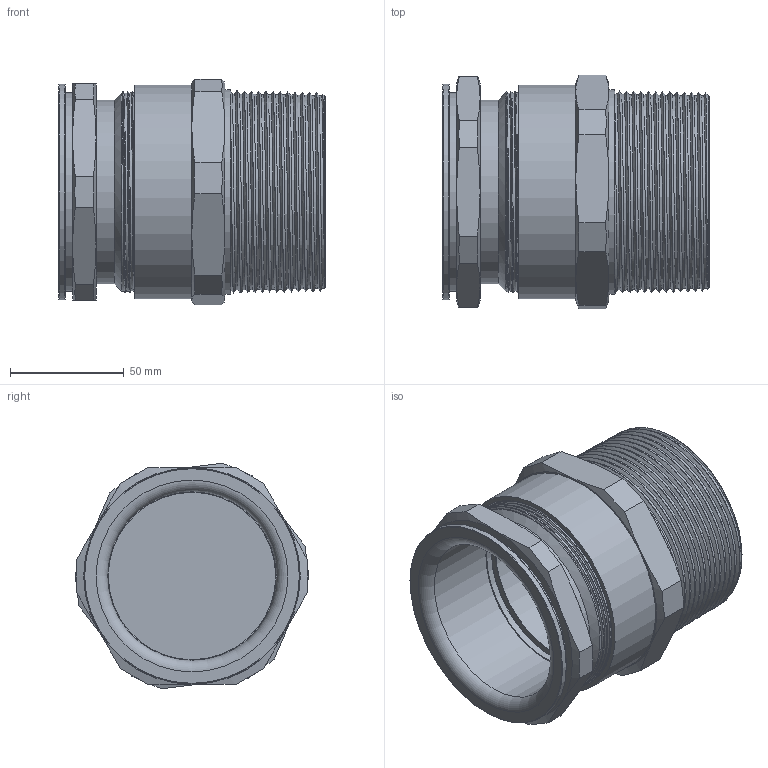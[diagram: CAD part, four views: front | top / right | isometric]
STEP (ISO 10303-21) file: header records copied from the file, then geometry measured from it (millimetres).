
FILE_DESCRIPTION(/* description */ ('ADE-1F2 NPT 3"'),/* implementation_level */ '2;1');
FILE_NAME(/* name */ '00809594V1-RST.stp',/* time_stamp */ '2021-08-31T14:33:07+02:00',/* author */ ('sl'),/* organization */ (''),/* preprocessor_version */ 'ST-DEVELOPER v16.5',/* originating_system */ 'Autodesk Inventor 2017',/* authorisation */ '');
FILE_SCHEMA (('AUTOMOTIVE_DESIGN { 1 0 10303 214 3 1 1 }'));
Length unit declared in the file: millimetre
Products named in the file (5): 00809594V1; 00809594V1_1; ADE-1F2-05-BT-0002-00809594V1-neu; 00809594V1_2; 00809594V1_3
Assembly tree (4 placements, depth 2):
  00809594V1
    00809594V1_1
    ADE-1F2-05-BT-0002-00809594V1-neu
    00809594V1_2
    00809594V1_3
Bounding box: 116.76 x 102.57 x 98.98 mm (x, y, z)
Volume: 242335 mm3; surface area: 133972.6 mm2
Topology: 4 solids, 4 shells, 130 faces, 282 edges, 176 vertices
Faces by surface type: plane 48, cone 35, cylinder 31, bspline 8, torus 8
Full cylindrical faces by diameter (mm): 73.41 x1, 73.58 x1, 73.75 x1, 74.18 x1, 75.58 x1, 75.8 x1, 78.7 x1, 79.15 x1, 80.54 x1, 83.61 x1, 87.3 x1, 87.5 x1, 87.61 x2, 87.82 x10, 90 x1, 93.8 x1, 94.58 x1
Entity records: 9577 total; most frequent: CARTESIAN_POINT 7243, DIRECTION 438, ORIENTED_EDGE 418, EDGE_CURVE 209, AXIS2_PLACEMENT_3D 207, EDGE_LOOP 176, VERTEX_POINT 149, FACE_OUTER_BOUND 119
